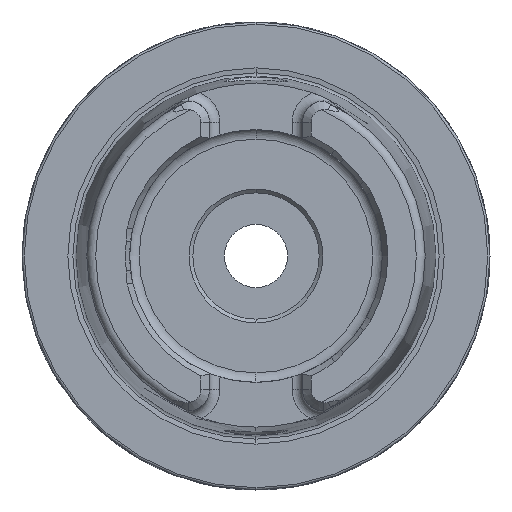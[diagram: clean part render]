
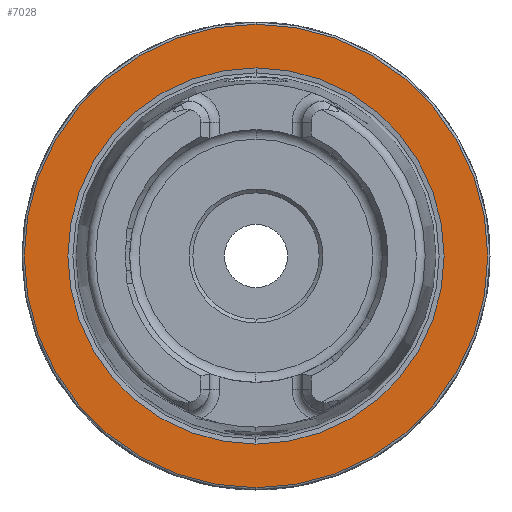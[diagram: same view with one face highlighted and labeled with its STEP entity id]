
A CAD part, left-side view. The second image highlights one B-rep face of the part: STEP entity #7028.
In plain terms, the highlighted planar face has unit normal (-1, 0, 0).
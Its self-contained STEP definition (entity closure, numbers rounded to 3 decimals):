
#828 = ORIENTED_EDGE ( 'NONE', *, *, #10252, .T. ) ;
#883 = ORIENTED_EDGE ( 'NONE', *, *, #1446, .F. ) ;
#917 = ORIENTED_EDGE ( 'NONE', *, *, #10248, .F. ) ;
#1445 = EDGE_CURVE ( 'NONE', #3153, #1546, #4587, .T. ) ;
#1446 = EDGE_CURVE ( 'NONE', #9871, #8400, #4588, .T. ) ;
#1546 = VERTEX_POINT ( 'NONE', #2537 ) ;
#2537 = CARTESIAN_POINT ( 'NONE',  ( 0., 0., 31.2 ) ) ;
#3153 = VERTEX_POINT ( 'NONE', #8751 ) ;
#4067 = ORIENTED_EDGE ( 'NONE', *, *, #1445, .T. ) ;
#4587 = CIRCLE ( 'NONE', #9673, 31.2 ) ;
#4588 = CIRCLE ( 'NONE', #9674, 25.324 ) ;
#4662 = AXIS2_PLACEMENT_3D ( 'NONE', #6324, #6325, #6326 ) ;
#4665 = AXIS2_PLACEMENT_3D ( 'NONE', #6333, #6334, #6335 ) ;
#4999 = CIRCLE ( 'NONE', #4662, 25.324 ) ;
#5008 = CIRCLE ( 'NONE', #4665, 31.2 ) ;
#5921 = CARTESIAN_POINT ( 'NONE',  ( 0., 31.2, 0. ) ) ;
#5927 = PLANE ( 'NONE',  #6689 ) ;
#5929 = DIRECTION ( 'NONE',  ( 1., 0., 0. ) ) ;
#5930 = DIRECTION ( 'NONE',  ( 0., 0., -1. ) ) ;
#6150 = CARTESIAN_POINT ( 'NONE',  ( 0., 0., -25.324 ) ) ;
#6201 = CARTESIAN_POINT ( 'NONE',  ( 0., 0., 25.324 ) ) ;
#6324 = CARTESIAN_POINT ( 'NONE',  ( 0., 0., 0. ) ) ;
#6325 = DIRECTION ( 'NONE',  ( -1., 0., 0. ) ) ;
#6326 = DIRECTION ( 'NONE',  ( 0., 0., 1. ) ) ;
#6333 = CARTESIAN_POINT ( 'NONE',  ( 0., 0., 0. ) ) ;
#6334 = DIRECTION ( 'NONE',  ( -1., 0., 0. ) ) ;
#6335 = DIRECTION ( 'NONE',  ( 0., 0., 1. ) ) ;
#6417 = FACE_OUTER_BOUND ( 'NONE', #8065, .T. ) ;
#6419 = FACE_BOUND ( 'NONE', #8072, .T. ) ;
#6527 = CARTESIAN_POINT ( 'NONE',  ( 0., 0., 0. ) ) ;
#6528 = DIRECTION ( 'NONE',  ( -1., 0., 0. ) ) ;
#6529 = DIRECTION ( 'NONE',  ( 0., 0., 1. ) ) ;
#6530 = CARTESIAN_POINT ( 'NONE',  ( 0., 0., 0. ) ) ;
#6531 = DIRECTION ( 'NONE',  ( -1., 0., 0. ) ) ;
#6532 = DIRECTION ( 'NONE',  ( 0., 0., 1. ) ) ;
#6689 = AXIS2_PLACEMENT_3D ( 'NONE', #5921, #5929, #5930 ) ;
#7028 = ADVANCED_FACE ( 'NONE', ( #6419, #6417 ), #5927, .F. ) ;
#8065 = EDGE_LOOP ( 'NONE', ( #828, #4067 ) ) ;
#8072 = EDGE_LOOP ( 'NONE', ( #883, #917 ) ) ;
#8400 = VERTEX_POINT ( 'NONE', #6150 ) ;
#8751 = CARTESIAN_POINT ( 'NONE',  ( 0., 0., -31.2 ) ) ;
#9673 = AXIS2_PLACEMENT_3D ( 'NONE', #6527, #6528, #6529 ) ;
#9674 = AXIS2_PLACEMENT_3D ( 'NONE', #6530, #6531, #6532 ) ;
#9871 = VERTEX_POINT ( 'NONE', #6201 ) ;
#10248 = EDGE_CURVE ( 'NONE', #8400, #9871, #4999, .T. ) ;
#10252 = EDGE_CURVE ( 'NONE', #1546, #3153, #5008, .T. ) ;
